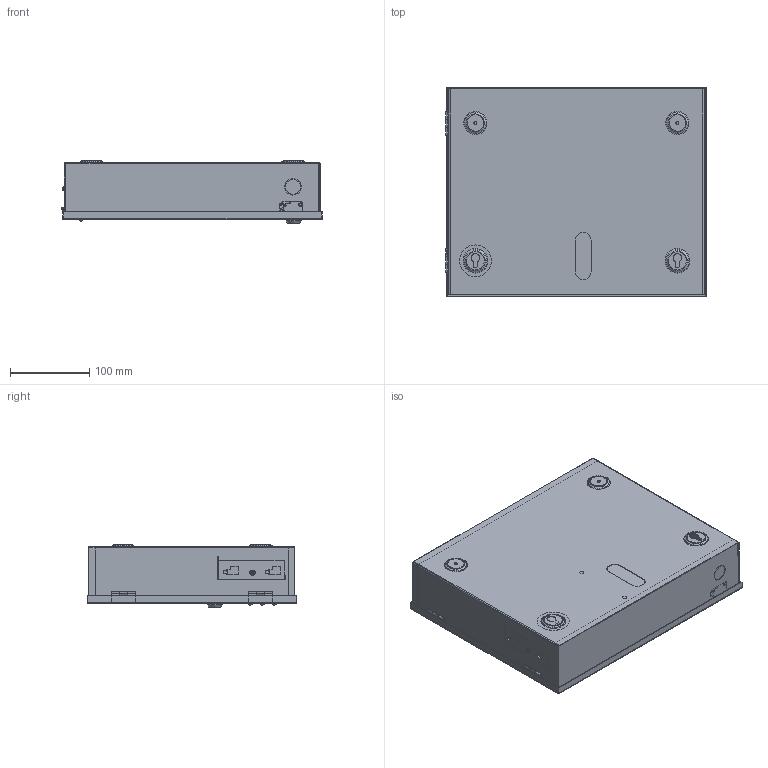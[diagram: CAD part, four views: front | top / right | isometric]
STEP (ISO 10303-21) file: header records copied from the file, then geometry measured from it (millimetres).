
FILE_DESCRIPTION (( 'STEP AP214' ), '1' );
FILE_NAME ('AD24025-SR_STPALL.STEP', '2024-07-26T08:40:48', ( '' ), ( '' ), 'SwSTEP 2.0', 'SolidWorks 2020', '' );
FILE_SCHEMA (( 'AUTOMOTIVE_DESIGN' ));
Length unit declared in the file: millimetre
Products named in the file (31): PCB DE SIGNALISATION 3 LEDS_NV PCB; Parte 3 Deviatore a Rotella Panasonic AM5; ZHOU; HY-S-2; Parte 1 Deviatore a Rotella Panasonic AM5; Parte 4 Deviatore a Rotella Panasonic AM5; SG_24025; HY-S; EP0180-LED 5MM_VERT; ISO 7045 - M3 x 4 - Z - 4S_ISO 7045 - M3 x 4 - Z - 4S; LUOSI; Mascon 2P 4mm; PCB LEDS_NV PCB; S4B-XH-A; Parte 2 Deviatore a Rotella Panasonic AM5; HY-X; EP0180-LED 5MM_ORANGE; AD24025-SR_STPALL; Deviatore a Rotella Panasonic AM5_FERME; CAPOT DE PROTECTION ADCCTV1205-08_NV PCB; SUO; ISO 7045 - M3 x 6 - Z --- 6S_ISO 7045 - M3 x 6 - Z --- 6S; HY-X-2; ELEC AD1205R_NV AD24025; BT CONTACT; SUO-NEI; ELEC ADCCTV1205-08_NV PCB 24025; GT1205-3A-1005_stp; XG_24025; B2B-XH-A; HB-9500_5P
Assembly tree (33 placements, depth 3):
  AD24025-SR_STPALL
    GT1205-3A-1005_stp
    SG_24025
    XG_24025
    HY-X
    HY-S
    HY-S-2
    HY-X-2
    SUO
    SUO-NEI
    ZHOU
    LUOSI
    PCB DE SIGNALISATION 3 LEDS_NV PCB
      PCB LEDS_NV PCB
      EP0180-LED 5MM_VERT  x2
      EP0180-LED 5MM_ORANGE
      ISO 7045 - M3 x 4 - Z - 4S_ISO 7045 - M3 x 4 - Z - 4S  x2
      S4B-XH-A
    ELEC AD1205R_NV AD24025
      ELEC ADCCTV1205-08_NV PCB 24025
      CAPOT DE PROTECTION ADCCTV1205-08_NV PCB
      HB-9500_5P
      Mascon 2P 4mm
      ISO 7045 - M3 x 6 - Z --- 6S_ISO 7045 - M3 x 6 - Z --- 6S  x2
      BT CONTACT
      B2B-XH-A
    Deviatore a Rotella Panasonic AM5_FERME
      Parte 1 Deviatore a Rotella Panasonic AM5
      Parte 2 Deviatore a Rotella Panasonic AM5
      Parte 3 Deviatore a Rotella Panasonic AM5
      Parte 4 Deviatore a Rotella Panasonic AM5
Bounding box: 329 x 264.8 x 79.11 mm (x, y, z)
Volume: 298165.7 mm3; surface area: 644812.6 mm2
Topology: 46 solids, 46 shells, 2637 faces, 7370 edges, 5044 vertices
Faces by surface type: plane 1576, cylinder 496, bspline 289, cone 212, torus 53, sphere 11
Entity records: 106730 total; most frequent: CARTESIAN_POINT 33362, ORIENTED_EDGE 13674, DIRECTION 11407, EDGE_CURVE 6837, VERTEX_POINT 4721, LINE 4541, VECTOR 4541, AXIS2_PLACEMENT_3D 3433
